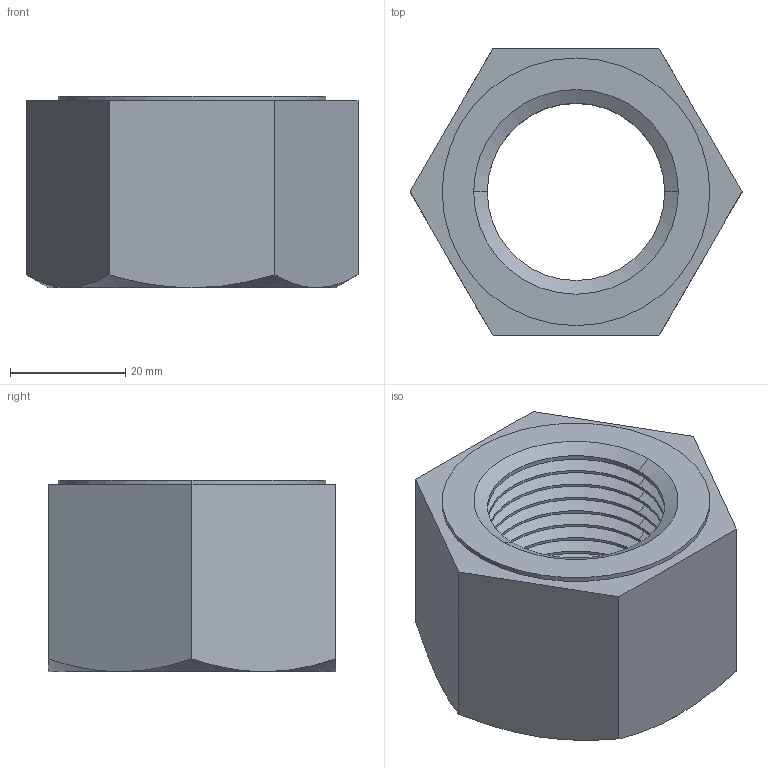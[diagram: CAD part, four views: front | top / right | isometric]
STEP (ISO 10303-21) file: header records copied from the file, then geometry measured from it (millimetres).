
FILE_DESCRIPTION (( 'STEP AP214' ), '1' );
FILE_NAME ('M33-A.STEP', '2021-10-17T16:45:39', ( 'China' ), ( 'Home' ), 'SwSTEP 2.0', 'SolidWorks 2018', '' );
FILE_SCHEMA (( 'AUTOMOTIVE_DESIGN' ));
Length unit declared in the file: millimetre
Products named in the file (1): M33-A
Bounding box: 57.73 x 50 x 33.3 mm (x, y, z)
Volume: 43714.5 mm3; surface area: 14272.9 mm2
Topology: 1 solids, 1 shells, 88 faces, 180 edges, 95 vertices
Faces by surface type: cone 55, cylinder 24, plane 9
Entity records: 2345 total; most frequent: CARTESIAN_POINT 448, DIRECTION 429, ORIENTED_EDGE 360, EDGE_CURVE 180, AXIS2_PLACEMENT_3D 172, VERTEX_POINT 95, EDGE_LOOP 91, FACE_OUTER_BOUND 88
